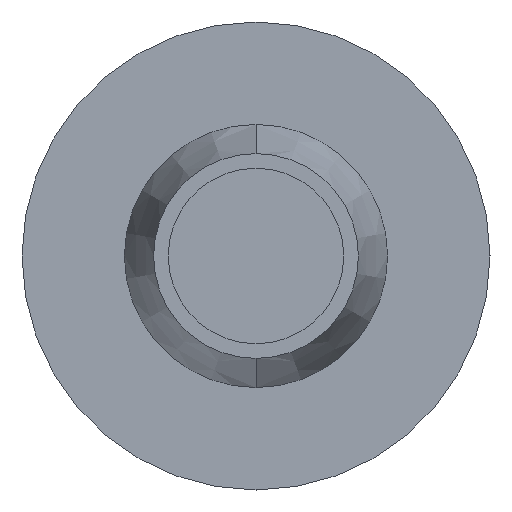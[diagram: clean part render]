
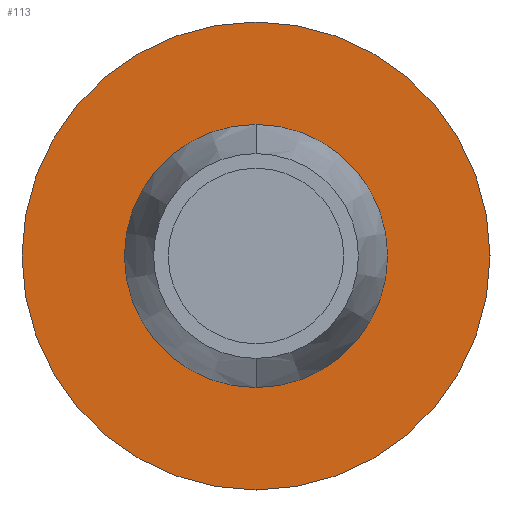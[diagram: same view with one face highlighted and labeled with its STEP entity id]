
A CAD part, front view. The second image highlights one B-rep face of the part: STEP entity #113.
In plain terms, the highlighted planar face has unit normal (0, -1, 0).
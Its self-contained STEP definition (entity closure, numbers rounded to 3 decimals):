
#36 = EDGE_LOOP ( 'NONE', ( #38, #37 ) ) ;
#37 = ORIENTED_EDGE ( 'NONE', *, *, #112, .T. ) ;
#38 = ORIENTED_EDGE ( 'NONE', *, *, #52, .T. ) ;
#50 = VERTEX_POINT ( 'NONE', #211 ) ;
#52 = EDGE_CURVE ( 'NONE', #53, #50, #250, .T. ) ;
#53 = VERTEX_POINT ( 'NONE', #245 ) ;
#76 = EDGE_CURVE ( 'NONE', #77, #79, #271, .T. ) ;
#77 = VERTEX_POINT ( 'NONE', #266 ) ;
#79 = VERTEX_POINT ( 'NONE', #265 ) ;
#112 = EDGE_CURVE ( 'NONE', #50, #53, #346, .T. ) ;
#113 = ADVANCED_FACE ( 'NONE', ( #310, #309 ), #362, .F. ) ;
#114 = ORIENTED_EDGE ( 'NONE', *, *, #76, .F. ) ;
#136 = ORIENTED_EDGE ( 'NONE', *, *, #137, .F. ) ;
#137 = EDGE_CURVE ( 'NONE', #79, #77, #387, .T. ) ;
#138 = EDGE_LOOP ( 'NONE', ( #114, #136 ) ) ;
#211 = CARTESIAN_POINT ( 'NONE',  ( 0., -6., -4. ) ) ;
#245 = CARTESIAN_POINT ( 'NONE',  ( 0., -6., 4. ) ) ;
#246 = DIRECTION ( 'NONE',  ( 0., 0., 1. ) ) ;
#247 = DIRECTION ( 'NONE',  ( 0., 1., 0. ) ) ;
#248 = CARTESIAN_POINT ( 'NONE',  ( 0., -6., 0. ) ) ;
#249 = AXIS2_PLACEMENT_3D ( 'NONE', #248, #247, #246 ) ;
#250 = CIRCLE ( 'NONE', #249, 4. ) ;
#265 = CARTESIAN_POINT ( 'NONE',  ( 0., -6., -8. ) ) ;
#266 = CARTESIAN_POINT ( 'NONE',  ( 0., -6., 8. ) ) ;
#267 = DIRECTION ( 'NONE',  ( 0., 0., 1. ) ) ;
#268 = DIRECTION ( 'NONE',  ( 0., 1., 0. ) ) ;
#269 = CARTESIAN_POINT ( 'NONE',  ( 0., -6., 0. ) ) ;
#270 = AXIS2_PLACEMENT_3D ( 'NONE', #269, #268, #267 ) ;
#271 = CIRCLE ( 'NONE', #270, 8. ) ;
#309 = FACE_BOUND ( 'NONE', #36, .T. ) ;
#310 = FACE_OUTER_BOUND ( 'NONE', #138, .T. ) ;
#311 = DIRECTION ( 'NONE',  ( 0., 0., 1. ) ) ;
#312 = DIRECTION ( 'NONE',  ( 0., 1., 0. ) ) ;
#313 = CARTESIAN_POINT ( 'NONE',  ( 0., -6., 0. ) ) ;
#346 = CIRCLE ( 'NONE', #372, 4. ) ;
#350 = DIRECTION ( 'NONE',  ( 0., 0., 1. ) ) ;
#359 = DIRECTION ( 'NONE',  ( 0., 1., 0. ) ) ;
#360 = CARTESIAN_POINT ( 'NONE',  ( 8., -6., 0. ) ) ;
#361 = AXIS2_PLACEMENT_3D ( 'NONE', #360, #359, #350 ) ;
#362 = PLANE ( 'NONE',  #361 ) ;
#372 = AXIS2_PLACEMENT_3D ( 'NONE', #313, #312, #311 ) ;
#384 = DIRECTION ( 'NONE',  ( 0., 0., 1. ) ) ;
#385 = DIRECTION ( 'NONE',  ( 0., 1., 0. ) ) ;
#386 = AXIS2_PLACEMENT_3D ( 'NONE', #404, #385, #384 ) ;
#387 = CIRCLE ( 'NONE', #386, 8. ) ;
#404 = CARTESIAN_POINT ( 'NONE',  ( 0., -6., 0. ) ) ;
